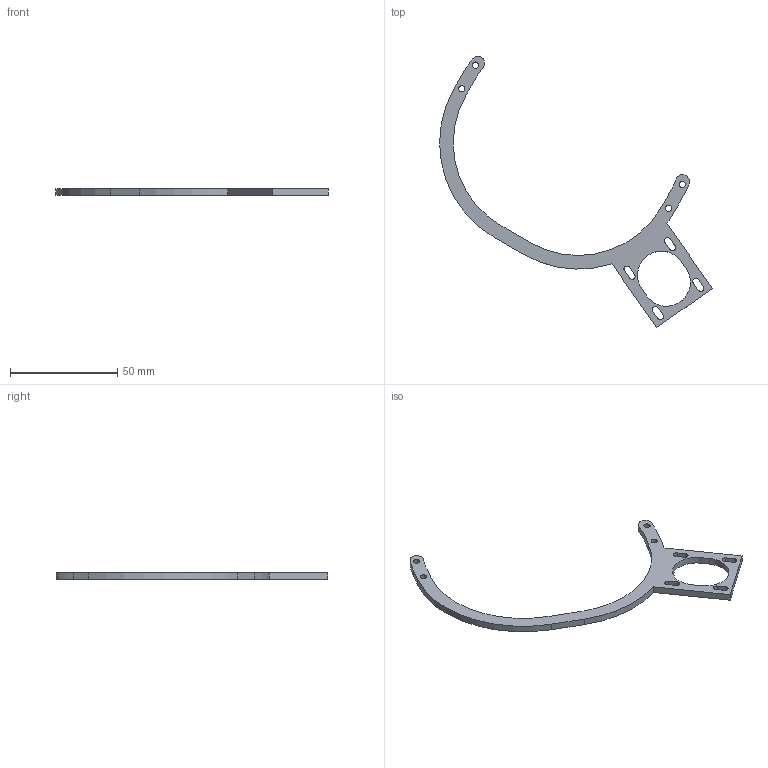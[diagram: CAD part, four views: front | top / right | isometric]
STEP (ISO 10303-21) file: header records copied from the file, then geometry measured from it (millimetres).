
FILE_DESCRIPTION (( 'STEP AP203' ), '1' );
FILE_NAME ('reel_drive_clamp_test4.STEP', '2022-05-12T02:27:36', ( '' ), ( '' ), 'SwSTEP 2.0', 'SolidWorks 2021', '' );
FILE_SCHEMA (( 'CONFIG_CONTROL_DESIGN' ));
Length unit declared in the file: inch
Products named in the file (1): reel_drive_clamp_test4
Bounding box: 127.01 x 126.24 x 3.17 mm (x, y, z)
Volume: 5739.3 mm3; surface area: 5742 mm2
Topology: 1 solids, 1 shells, 57 faces, 165 edges, 110 vertices
Faces by surface type: cylinder 36, plane 21
Entity records: 2026 total; most frequent: DIRECTION 353, CARTESIAN_POINT 333, ORIENTED_EDGE 330, EDGE_CURVE 165, AXIS2_PLACEMENT_3D 130, VERTEX_POINT 110, VECTOR 93, LINE 93
